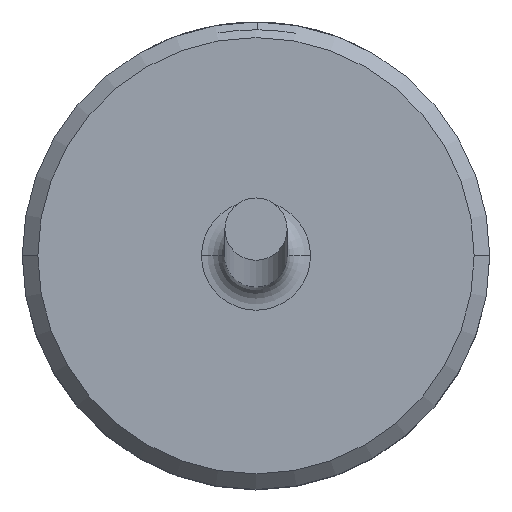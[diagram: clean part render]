
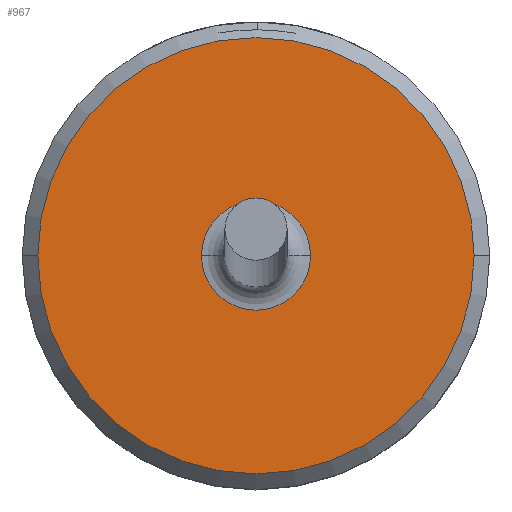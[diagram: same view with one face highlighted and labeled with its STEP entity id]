
A CAD part, top view. The second image highlights one B-rep face of the part: STEP entity #967.
In plain terms, the highlighted planar face has unit normal (0, 0, 1).
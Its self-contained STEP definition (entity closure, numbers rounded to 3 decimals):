
#52 = CIRCLE ( 'NONE', #521, 2.8 ) ;
#117 = ORIENTED_EDGE ( 'NONE', *, *, #895, .T. ) ;
#149 = ORIENTED_EDGE ( 'NONE', *, *, #649, .T. ) ;
#159 = DIRECTION ( 'NONE',  ( -1., 0., 0. ) ) ;
#244 = DIRECTION ( 'NONE',  ( 0., 0., -1. ) ) ;
#250 = DIRECTION ( 'NONE',  ( 1., 0., 0. ) ) ;
#257 = FACE_BOUND ( 'NONE', #953, .T. ) ;
#263 = EDGE_CURVE ( 'NONE', #808, #1079, #586, .T. ) ;
#266 = CARTESIAN_POINT ( 'NONE',  ( -0.7, 0., 4. ) ) ;
#269 = EDGE_CURVE ( 'NONE', #1079, #808, #371, .T. ) ;
#326 = DIRECTION ( 'NONE',  ( 0., 0., 1. ) ) ;
#334 = CARTESIAN_POINT ( 'NONE',  ( 0., 0., 4. ) ) ;
#365 = AXIS2_PLACEMENT_3D ( 'NONE', #697, #890, #250 ) ;
#371 = CIRCLE ( 'NONE', #543, 0.7 ) ;
#387 = VERTEX_POINT ( 'NONE', #569 ) ;
#437 = CARTESIAN_POINT ( 'NONE',  ( 0., 0., 4. ) ) ;
#471 = ORIENTED_EDGE ( 'NONE', *, *, #263, .T. ) ;
#482 = AXIS2_PLACEMENT_3D ( 'NONE', #888, #789, #695 ) ;
#521 = AXIS2_PLACEMENT_3D ( 'NONE', #437, #1066, #530 ) ;
#530 = DIRECTION ( 'NONE',  ( 1., 0., 0. ) ) ;
#543 = AXIS2_PLACEMENT_3D ( 'NONE', #334, #244, #159 ) ;
#569 = CARTESIAN_POINT ( 'NONE',  ( -2.8, 0., 4. ) ) ;
#575 = EDGE_LOOP ( 'NONE', ( #117, #149 ) ) ;
#586 = CIRCLE ( 'NONE', #482, 0.7 ) ;
#612 = PLANE ( 'NONE',  #365 ) ;
#649 = EDGE_CURVE ( 'NONE', #1014, #387, #52, .T. ) ;
#695 = DIRECTION ( 'NONE',  ( -1., 0., 0. ) ) ;
#697 = CARTESIAN_POINT ( 'NONE',  ( 0., 0., 4. ) ) ;
#765 = CIRCLE ( 'NONE', #998, 2.8 ) ;
#789 = DIRECTION ( 'NONE',  ( 0., 0., -1. ) ) ;
#808 = VERTEX_POINT ( 'NONE', #1009 ) ;
#881 = CARTESIAN_POINT ( 'NONE',  ( 0., 0., 4. ) ) ;
#888 = CARTESIAN_POINT ( 'NONE',  ( 0., 0., 4. ) ) ;
#890 = DIRECTION ( 'NONE',  ( 0., 0., 1. ) ) ;
#893 = CARTESIAN_POINT ( 'NONE',  ( 2.8, 0., 4. ) ) ;
#895 = EDGE_CURVE ( 'NONE', #387, #1014, #765, .T. ) ;
#912 = ORIENTED_EDGE ( 'NONE', *, *, #269, .T. ) ;
#953 = EDGE_LOOP ( 'NONE', ( #912, #471 ) ) ;
#967 = ADVANCED_FACE ( 'NONE', ( #1143, #257 ), #612, .T. ) ;
#968 = DIRECTION ( 'NONE',  ( 1., 0., 0. ) ) ;
#998 = AXIS2_PLACEMENT_3D ( 'NONE', #881, #326, #968 ) ;
#1009 = CARTESIAN_POINT ( 'NONE',  ( 0.7, 0., 4. ) ) ;
#1014 = VERTEX_POINT ( 'NONE', #893 ) ;
#1066 = DIRECTION ( 'NONE',  ( 0., 0., 1. ) ) ;
#1079 = VERTEX_POINT ( 'NONE', #266 ) ;
#1143 = FACE_OUTER_BOUND ( 'NONE', #575, .T. ) ;
